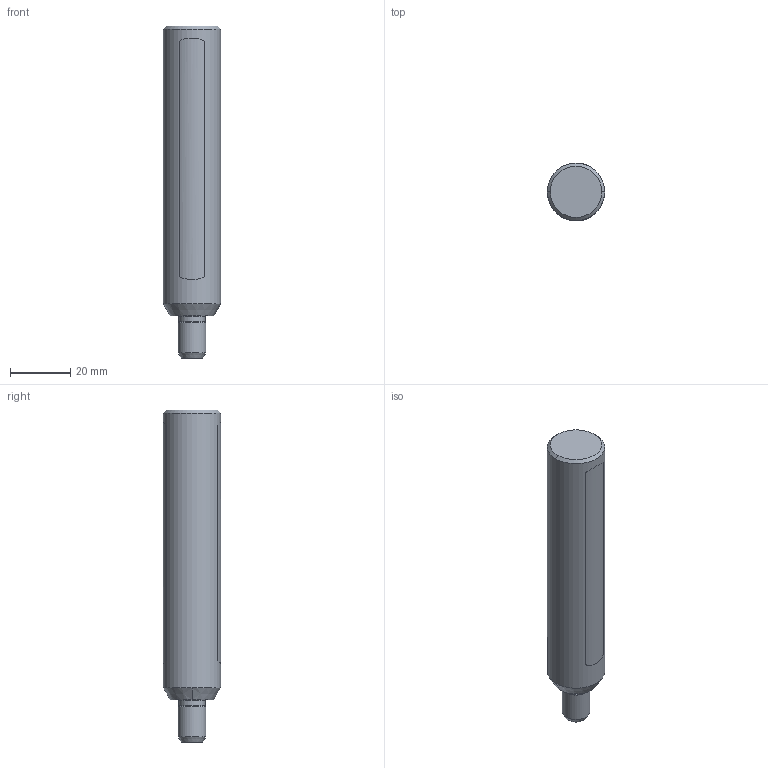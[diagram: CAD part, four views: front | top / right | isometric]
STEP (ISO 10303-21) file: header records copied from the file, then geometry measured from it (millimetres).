
FILE_DESCRIPTION(/* description */ (''),/* implementation_level */ '2;1');
FILE_NAME(/* name */ '1646639210683.stp',/* time_stamp */ '2022-03-07T13:17:04+06:00',/* author */ (''),/* organization */ ('SMS'),/* preprocessor_version */ 'ST-DEVELOPER v16.7',/* originating_system */ 'SIEMENS PLM Software NX 12.0',/* authorisation */ '');
FILE_SCHEMA (('AUTOMOTIVE_DESIGN { 1 0 10303 214 3 1 1 1 }'));
Length unit declared in the file: millimetre
Products named in the file (1): 202195645mod000_00
Bounding box: 19.04 x 19.04 x 110 mm (x, y, z)
Volume: 28234.8 mm3; surface area: 9786 mm2
Topology: 3 solids, 3 shells, 29 faces, 58 edges, 40 vertices
Faces by surface type: plane 10, cone 9, cylinder 7, torus 3
Full cylindrical faces by diameter (mm): 5 x2, 8.7 x1, 9.23 x1, 19.037 x1
Entity records: 788 total; most frequent: CARTESIAN_POINT 138, DIRECTION 135, ORIENTED_EDGE 102, AXIS2_PLACEMENT_3D 57, EDGE_CURVE 51, EDGE_LOOP 41, VERTEX_POINT 41, FACE_BOUND 27
